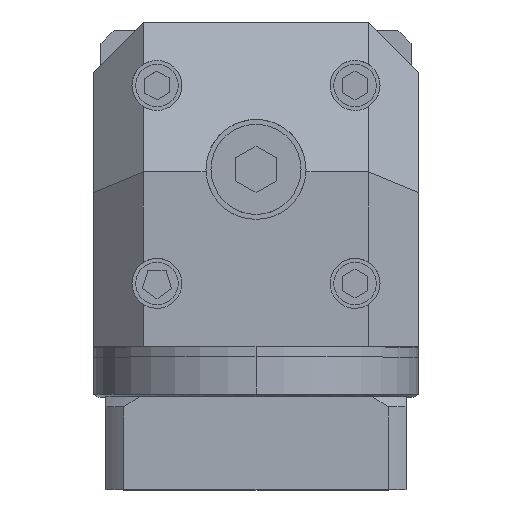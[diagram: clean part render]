
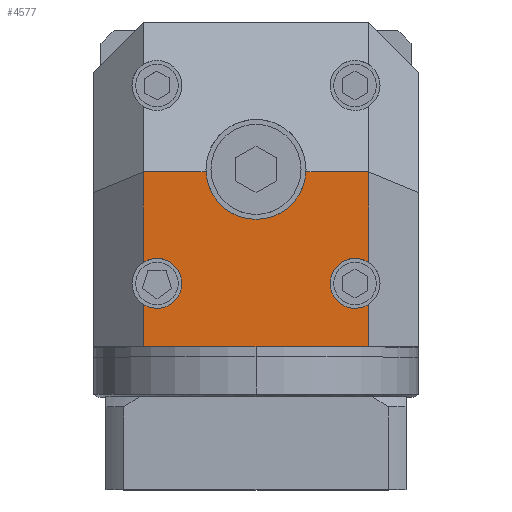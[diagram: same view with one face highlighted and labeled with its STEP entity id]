
A CAD part, top view. The second image highlights one B-rep face of the part: STEP entity #4577.
In plain terms, the highlighted planar face has unit normal (0, 0, 1).
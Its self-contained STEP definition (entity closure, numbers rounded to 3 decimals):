
#55 = VERTEX_POINT ( 'NONE', #3982 ) ;
#133 = CARTESIAN_POINT ( 'NONE',  ( 22.5, -32.5, 65. ) ) ;
#183 = EDGE_CURVE ( 'NONE', #55, #7172, #334, .T. ) ;
#260 = EDGE_CURVE ( 'NONE', #6714, #4707, #9066, .T. ) ;
#290 = LINE ( 'NONE', #7572, #4133 ) ;
#334 = CIRCLE ( 'NONE', #9153, 5. ) ;
#571 = EDGE_CURVE ( 'NONE', #6714, #8923, #2667, .T. ) ;
#632 = ORIENTED_EDGE ( 'NONE', *, *, #6783, .T. ) ;
#799 = DIRECTION ( 'NONE',  ( 0., -1., 0. ) ) ;
#830 = CARTESIAN_POINT ( 'NONE',  ( -22.5, 0., 65. ) ) ;
#984 = LINE ( 'NONE', #6225, #5369 ) ;
#1219 = CARTESIAN_POINT ( 'NONE',  ( -19.799, -19.799, 65. ) ) ;
#1225 = ORIENTED_EDGE ( 'NONE', *, *, #4674, .T. ) ;
#1512 = CIRCLE ( 'NONE', #6005, 5. ) ;
#1531 = ORIENTED_EDGE ( 'NONE', *, *, #11202, .F. ) ;
#1570 = EDGE_CURVE ( 'NONE', #7328, #6044, #10492, .T. ) ;
#1621 = ORIENTED_EDGE ( 'NONE', *, *, #571, .T. ) ;
#1681 = CIRCLE ( 'NONE', #3869, 5. ) ;
#1824 = CARTESIAN_POINT ( 'NONE',  ( -32.5, -32.5, 65. ) ) ;
#1928 = CARTESIAN_POINT ( 'NONE',  ( -22.5, -32.5, 65. ) ) ;
#2061 = VECTOR ( 'NONE', #7900, 1000. ) ;
#2097 = DIRECTION ( 'NONE',  ( 0., -1., 0. ) ) ;
#2220 = DIRECTION ( 'NONE',  ( -1., 0., 0. ) ) ;
#2567 = DIRECTION ( 'NONE',  ( 0., 0., 1. ) ) ;
#2667 = LINE ( 'NONE', #830, #4715 ) ;
#2854 = ORIENTED_EDGE ( 'NONE', *, *, #3405, .T. ) ;
#2877 = CARTESIAN_POINT ( 'NONE',  ( 0., 3., 65. ) ) ;
#2967 = CARTESIAN_POINT ( 'NONE',  ( -22.5, 2.5, 65. ) ) ;
#3068 = VERTEX_POINT ( 'NONE', #8755 ) ;
#3111 = CARTESIAN_POINT ( 'NONE',  ( 0., 2.5, 65. ) ) ;
#3123 = AXIS2_PLACEMENT_3D ( 'NONE', #1219, #2567, #5226 ) ;
#3161 = CARTESIAN_POINT ( 'NONE',  ( -19.799, -19.799, 65. ) ) ;
#3259 = ORIENTED_EDGE ( 'NONE', *, *, #7064, .T. ) ;
#3405 = EDGE_CURVE ( 'NONE', #8923, #7472, #6713, .T. ) ;
#3417 = VECTOR ( 'NONE', #2220, 1000. ) ;
#3590 = AXIS2_PLACEMENT_3D ( 'NONE', #2877, #8942, #3750 ) ;
#3683 = CARTESIAN_POINT ( 'NONE',  ( -14.799, -19.799, 65. ) ) ;
#3695 = LINE ( 'NONE', #3111, #3417 ) ;
#3750 = DIRECTION ( 'NONE',  ( 1., 0., 0. ) ) ;
#3869 = AXIS2_PLACEMENT_3D ( 'NONE', #4155, #10269, #5039 ) ;
#3982 = CARTESIAN_POINT ( 'NONE',  ( 14.799, -19.799, 65. ) ) ;
#4031 = AXIS2_PLACEMENT_3D ( 'NONE', #5232, #11369, #6103 ) ;
#4032 = DIRECTION ( 'NONE',  ( -1., 0., 0. ) ) ;
#4133 = VECTOR ( 'NONE', #6705, 1000. ) ;
#4155 = CARTESIAN_POINT ( 'NONE',  ( 19.799, -19.799, 65. ) ) ;
#4577 = ADVANCED_FACE ( 'NONE', ( #6284 ), #11330, .F. ) ;
#4589 = ORIENTED_EDGE ( 'NONE', *, *, #183, .F. ) ;
#4674 = EDGE_CURVE ( 'NONE', #5848, #7335, #984, .T. ) ;
#4707 = VERTEX_POINT ( 'NONE', #3683 ) ;
#4715 = VECTOR ( 'NONE', #799, 1000. ) ;
#4757 = CARTESIAN_POINT ( 'NONE',  ( -32.5, -32.5, 65. ) ) ;
#5009 = EDGE_CURVE ( 'NONE', #10983, #7172, #290, .T. ) ;
#5039 = DIRECTION ( 'NONE',  ( 1., 0., 0. ) ) ;
#5062 = DIRECTION ( 'NONE',  ( 0., 1., 0. ) ) ;
#5226 = DIRECTION ( 'NONE',  ( -1., 0., 0. ) ) ;
#5232 = CARTESIAN_POINT ( 'NONE',  ( 0., 0., 65. ) ) ;
#5369 = VECTOR ( 'NONE', #7097, 1000. ) ;
#5446 = ORIENTED_EDGE ( 'NONE', *, *, #1570, .T. ) ;
#5527 = CARTESIAN_POINT ( 'NONE',  ( -9.987, 2.5, 65. ) ) ;
#5547 = CARTESIAN_POINT ( 'NONE',  ( 22.5, -15.591, 65. ) ) ;
#5592 = DIRECTION ( 'NONE',  ( 0., 0., 1. ) ) ;
#5621 = DIRECTION ( 'NONE',  ( 1., 0., 0. ) ) ;
#5812 = VECTOR ( 'NONE', #5062, 1000. ) ;
#5848 = VERTEX_POINT ( 'NONE', #5527 ) ;
#6005 = AXIS2_PLACEMENT_3D ( 'NONE', #3161, #9230, #4032 ) ;
#6044 = VERTEX_POINT ( 'NONE', #10263 ) ;
#6052 = CARTESIAN_POINT ( 'NONE',  ( 19.799, -19.799, 65. ) ) ;
#6103 = DIRECTION ( 'NONE',  ( -1., 0., 0. ) ) ;
#6225 = CARTESIAN_POINT ( 'NONE',  ( 0., 2.5, 65. ) ) ;
#6284 = FACE_OUTER_BOUND ( 'NONE', #10495, .T. ) ;
#6422 = LINE ( 'NONE', #1824, #2061 ) ;
#6438 = CARTESIAN_POINT ( 'NONE',  ( -22.5, 0., 65. ) ) ;
#6504 = EDGE_CURVE ( 'NONE', #4707, #3068, #1512, .T. ) ;
#6705 = DIRECTION ( 'NONE',  ( 0., 1., 0. ) ) ;
#6713 = LINE ( 'NONE', #4757, #11121 ) ;
#6714 = VERTEX_POINT ( 'NONE', #9557 ) ;
#6783 = EDGE_CURVE ( 'NONE', #7472, #10983, #6422, .T. ) ;
#7064 = EDGE_CURVE ( 'NONE', #6044, #7192, #3695, .T. ) ;
#7097 = DIRECTION ( 'NONE',  ( -1., 0., 0. ) ) ;
#7149 = ORIENTED_EDGE ( 'NONE', *, *, #5009, .T. ) ;
#7172 = VERTEX_POINT ( 'NONE', #8435 ) ;
#7192 = VERTEX_POINT ( 'NONE', #10607 ) ;
#7322 = ORIENTED_EDGE ( 'NONE', *, *, #8626, .F. ) ;
#7328 = VERTEX_POINT ( 'NONE', #5547 ) ;
#7335 = VERTEX_POINT ( 'NONE', #2967 ) ;
#7360 = DIRECTION ( 'NONE',  ( 1., 0., 0. ) ) ;
#7462 = CARTESIAN_POINT ( 'NONE',  ( 0., -32.5, 65. ) ) ;
#7472 = VERTEX_POINT ( 'NONE', #7462 ) ;
#7572 = CARTESIAN_POINT ( 'NONE',  ( 22.5, 0., 65. ) ) ;
#7673 = ORIENTED_EDGE ( 'NONE', *, *, #11281, .T. ) ;
#7900 = DIRECTION ( 'NONE',  ( 1., 0., 0. ) ) ;
#8435 = CARTESIAN_POINT ( 'NONE',  ( 22.5, -24.007, 65. ) ) ;
#8626 = EDGE_CURVE ( 'NONE', #7328, #55, #1681, .T. ) ;
#8755 = CARTESIAN_POINT ( 'NONE',  ( -22.5, -15.591, 65. ) ) ;
#8923 = VERTEX_POINT ( 'NONE', #1928 ) ;
#8942 = DIRECTION ( 'NONE',  ( 0., 0., 1. ) ) ;
#9066 = CIRCLE ( 'NONE', #3123, 5. ) ;
#9153 = AXIS2_PLACEMENT_3D ( 'NONE', #6052, #5592, #7360 ) ;
#9230 = DIRECTION ( 'NONE',  ( 0., 0., 1. ) ) ;
#9557 = CARTESIAN_POINT ( 'NONE',  ( -22.5, -24.007, 65. ) ) ;
#9800 = ORIENTED_EDGE ( 'NONE', *, *, #6504, .F. ) ;
#9814 = VECTOR ( 'NONE', #2097, 1000. ) ;
#10063 = ORIENTED_EDGE ( 'NONE', *, *, #260, .F. ) ;
#10096 = LINE ( 'NONE', #6438, #9814 ) ;
#10263 = CARTESIAN_POINT ( 'NONE',  ( 22.5, 2.5, 65. ) ) ;
#10269 = DIRECTION ( 'NONE',  ( 0., 0., 1. ) ) ;
#10297 = CARTESIAN_POINT ( 'NONE',  ( 22.5, 0., 65. ) ) ;
#10492 = LINE ( 'NONE', #10297, #5812 ) ;
#10495 = EDGE_LOOP ( 'NONE', ( #3259, #1531, #1225, #7673, #9800, #10063, #1621, #2854, #632, #7149, #4589, #7322, #5446 ) ) ;
#10607 = CARTESIAN_POINT ( 'NONE',  ( 9.987, 2.5, 65. ) ) ;
#10942 = CIRCLE ( 'NONE', #3590, 10. ) ;
#10983 = VERTEX_POINT ( 'NONE', #133 ) ;
#11121 = VECTOR ( 'NONE', #5621, 1000. ) ;
#11202 = EDGE_CURVE ( 'NONE', #5848, #7192, #10942, .T. ) ;
#11281 = EDGE_CURVE ( 'NONE', #7335, #3068, #10096, .T. ) ;
#11330 = PLANE ( 'NONE',  #4031 ) ;
#11369 = DIRECTION ( 'NONE',  ( 0., 0., -1. ) ) ;
